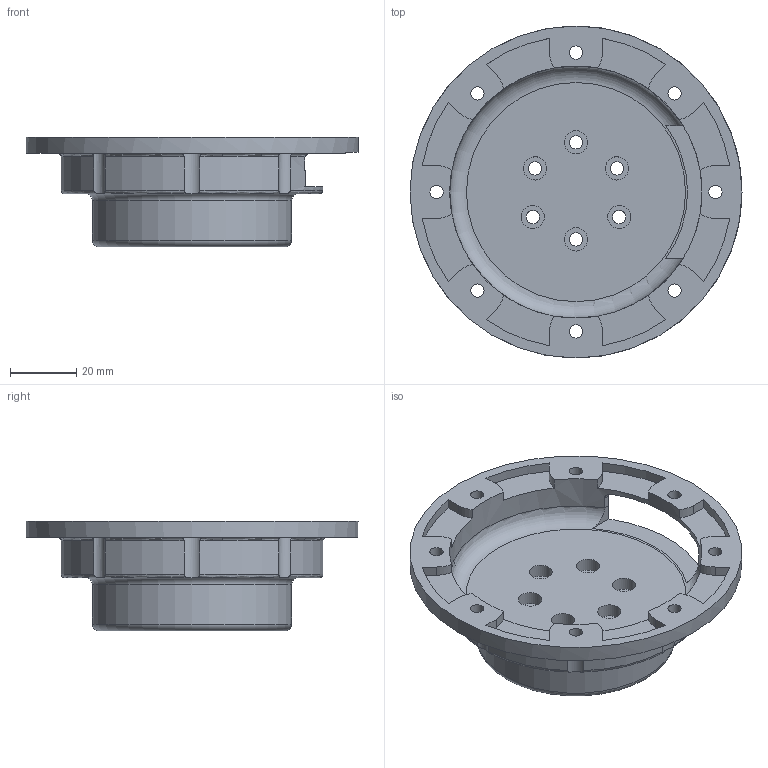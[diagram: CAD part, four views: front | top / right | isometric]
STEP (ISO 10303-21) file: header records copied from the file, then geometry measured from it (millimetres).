
FILE_DESCRIPTION(/* description */ (''),/* implementation_level */ '2;1');
FILE_NAME(/* name */ 'Acople motor-motor v1 (1).stp',/* time_stamp */ '2023-11-05T11:44:39-05:00',/* author */ ('Daniel C'),/* organization */ (''),/* preprocessor_version */ 'ST-DEVELOPER v19.2',/* originating_system */ 'Autodesk Inventor 2023',/* authorisation */ '');
FILE_SCHEMA (('AUTOMOTIVE_DESIGN { 1 0 10303 214 3 1 1 }'));
Length unit declared in the file: millimetre
Products named in the file (1): Acople motor-motor
Bounding box: 100 x 100 x 33 mm (x, y, z)
Volume: 68613.4 mm3; surface area: 27521.5 mm2
Topology: 1 solids, 1 shells, 124 faces, 338 edges, 223 vertices
Faces by surface type: cylinder 63, plane 43, torus 18
Full cylindrical faces by diameter (mm): 4 x14, 7 x6, 60 x1, 76 x1, 100 x1
Entity records: 4492 total; most frequent: CARTESIAN_POINT 1144, DIRECTION 715, ORIENTED_EDGE 676, EDGE_CURVE 338, AXIS2_PLACEMENT_3D 290, VERTEX_POINT 222, CIRCLE 165, EDGE_LOOP 160
